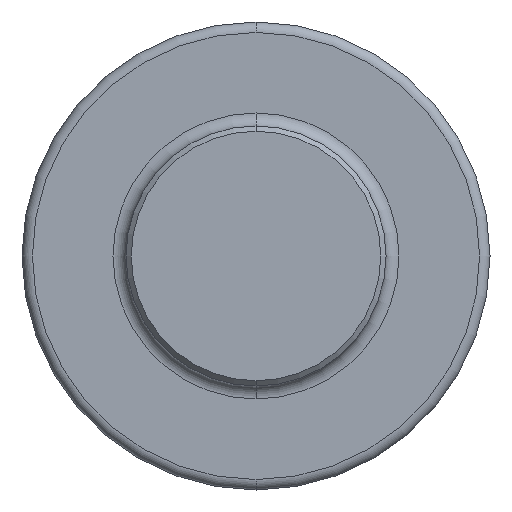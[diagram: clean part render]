
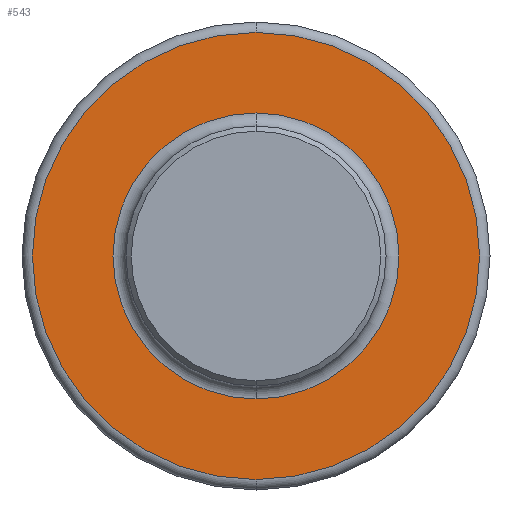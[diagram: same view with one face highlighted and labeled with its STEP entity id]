
A CAD part, front view. The second image highlights one B-rep face of the part: STEP entity #543.
In plain terms, the highlighted planar face has unit normal (0, -1, 0).
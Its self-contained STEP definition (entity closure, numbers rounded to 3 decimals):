
#6 = DIRECTION ( 'NONE',  ( 0., 0., 1. ) ) ;
#29 = CARTESIAN_POINT ( 'NONE',  ( 0., 0., -4.3 ) ) ;
#31 = CIRCLE ( 'NONE', #42, 4.3 ) ;
#34 = ORIENTED_EDGE ( 'NONE', *, *, #301, .T. ) ;
#42 = AXIS2_PLACEMENT_3D ( 'NONE', #579, #709, #313 ) ;
#51 = FACE_BOUND ( 'NONE', #532, .T. ) ;
#65 = ORIENTED_EDGE ( 'NONE', *, *, #347, .T. ) ;
#85 = AXIS2_PLACEMENT_3D ( 'NONE', #456, #88, #131 ) ;
#88 = DIRECTION ( 'NONE',  ( 0., 1., 0. ) ) ;
#111 = CARTESIAN_POINT ( 'NONE',  ( 0., 0., 0. ) ) ;
#123 = EDGE_CURVE ( 'NONE', #423, #321, #31, .T. ) ;
#131 = DIRECTION ( 'NONE',  ( 0., 0., 1. ) ) ;
#143 = EDGE_CURVE ( 'NONE', #321, #423, #326, .T. ) ;
#144 = ORIENTED_EDGE ( 'NONE', *, *, #143, .T. ) ;
#159 = DIRECTION ( 'NONE',  ( 0., -1., 0. ) ) ;
#214 = CIRCLE ( 'NONE', #618, 2.75 ) ;
#266 = VERTEX_POINT ( 'NONE', #288 ) ;
#288 = CARTESIAN_POINT ( 'NONE',  ( 0., 0., 2.75 ) ) ;
#301 = EDGE_CURVE ( 'NONE', #333, #266, #214, .T. ) ;
#313 = DIRECTION ( 'NONE',  ( 0., 0., 1. ) ) ;
#318 = CIRCLE ( 'NONE', #85, 2.75 ) ;
#321 = VERTEX_POINT ( 'NONE', #29 ) ;
#322 = PLANE ( 'NONE',  #429 ) ;
#326 = CIRCLE ( 'NONE', #632, 4.3 ) ;
#333 = VERTEX_POINT ( 'NONE', #461 ) ;
#345 = DIRECTION ( 'NONE',  ( 0., 1., 0. ) ) ;
#347 = EDGE_CURVE ( 'NONE', #266, #333, #318, .T. ) ;
#379 = ORIENTED_EDGE ( 'NONE', *, *, #123, .T. ) ;
#389 = EDGE_LOOP ( 'NONE', ( #379, #144 ) ) ;
#418 = CARTESIAN_POINT ( 'NONE',  ( 0., 0., 4.3 ) ) ;
#423 = VERTEX_POINT ( 'NONE', #418 ) ;
#429 = AXIS2_PLACEMENT_3D ( 'NONE', #111, #651, #544 ) ;
#452 = DIRECTION ( 'NONE',  ( 0., 0., 1. ) ) ;
#456 = CARTESIAN_POINT ( 'NONE',  ( 0., 0., 0. ) ) ;
#461 = CARTESIAN_POINT ( 'NONE',  ( 0., 0., -2.75 ) ) ;
#495 = FACE_OUTER_BOUND ( 'NONE', #389, .T. ) ;
#511 = CARTESIAN_POINT ( 'NONE',  ( 0., 0., 0. ) ) ;
#532 = EDGE_LOOP ( 'NONE', ( #65, #34 ) ) ;
#543 = ADVANCED_FACE ( 'NONE', ( #51, #495 ), #322, .F. ) ;
#544 = DIRECTION ( 'NONE',  ( 0., 0., 1. ) ) ;
#579 = CARTESIAN_POINT ( 'NONE',  ( 0., 0., 0. ) ) ;
#618 = AXIS2_PLACEMENT_3D ( 'NONE', #511, #345, #452 ) ;
#632 = AXIS2_PLACEMENT_3D ( 'NONE', #652, #159, #6 ) ;
#651 = DIRECTION ( 'NONE',  ( 0., 1., 0. ) ) ;
#652 = CARTESIAN_POINT ( 'NONE',  ( 0., 0., 0. ) ) ;
#709 = DIRECTION ( 'NONE',  ( 0., -1., 0. ) ) ;
